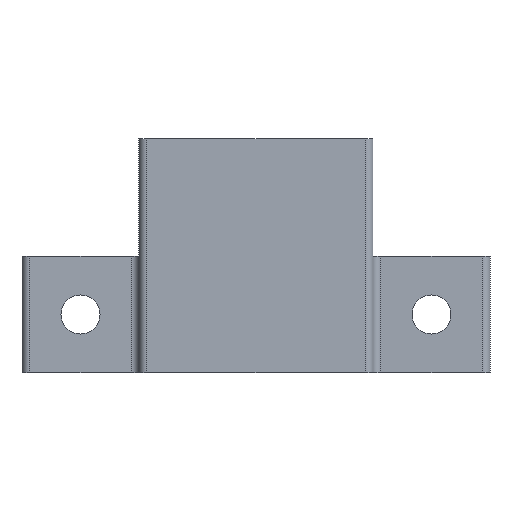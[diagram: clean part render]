
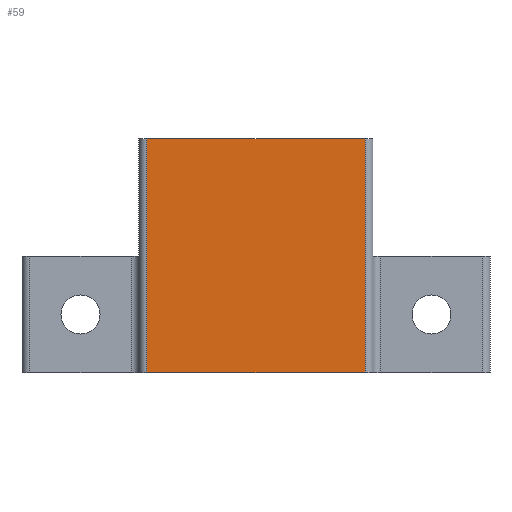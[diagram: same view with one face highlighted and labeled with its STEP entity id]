
A CAD part, left-side view. The second image highlights one B-rep face of the part: STEP entity #59.
In plain terms, the highlighted planar face has unit normal (-1, 0, 0).
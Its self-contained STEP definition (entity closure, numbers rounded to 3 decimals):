
#59=ADVANCED_FACE('',(#176),#178,.T.);
#176=FACE_BOUND('',#177,.T.);
#177=EDGE_LOOP('',(#471,#472,#473,#474));
#178=PLANE('',#179);
#179=AXIS2_PLACEMENT_3D('',#180,#181,#182);
#180=CARTESIAN_POINT('',(-20.,15.,0.));
#181=DIRECTION('',(-1.,0.,0.));
#182=DIRECTION('',(0.,-1.,0.));
#471=ORIENTED_EDGE('',*,*,#678,.F.);
#472=ORIENTED_EDGE('',*,*,#636,.T.);
#473=ORIENTED_EDGE('',*,*,#679,.T.);
#474=ORIENTED_EDGE('',*,*,#680,.F.);
#636=EDGE_CURVE('',#769,#767,#770,.T.);
#678=EDGE_CURVE('',#769,#841,#842,.T.);
#679=EDGE_CURVE('',#767,#843,#844,.T.);
#680=EDGE_CURVE('',#841,#843,#845,.T.);
#767=VERTEX_POINT('',#1004);
#769=VERTEX_POINT('',#1009);
#770=LINE('',#1010,#1011);
#841=VERTEX_POINT('',#1173);
#842=LINE('',#1174,#1175);
#843=VERTEX_POINT('',#1177);
#844=LINE('',#1178,#1179);
#845=LINE('',#1181,#1182);
#1004=CARTESIAN_POINT('',(-20.,-14.,0.));
#1009=CARTESIAN_POINT('',(-20.,14.,0.));
#1010=CARTESIAN_POINT('',(-20.,14.,0.));
#1011=VECTOR('',#1012,1.);
#1012=DIRECTION('',(0.,-1.,0.));
#1173=CARTESIAN_POINT('',(-20.,14.,30.));
#1174=CARTESIAN_POINT('',(-20.,14.,0.));
#1175=VECTOR('',#1176,1.);
#1176=DIRECTION('',(0.,0.,1.));
#1177=CARTESIAN_POINT('',(-20.,-14.,30.));
#1178=CARTESIAN_POINT('',(-20.,-14.,0.));
#1179=VECTOR('',#1180,1.);
#1180=DIRECTION('',(0.,0.,1.));
#1181=CARTESIAN_POINT('',(-20.,14.,30.));
#1182=VECTOR('',#1183,1.);
#1183=DIRECTION('',(0.,-1.,0.));
